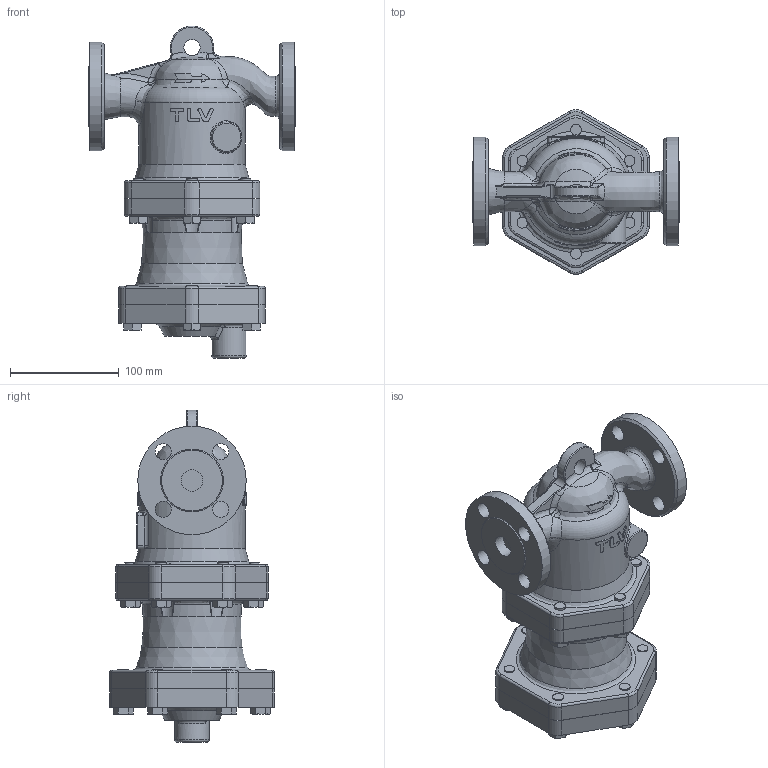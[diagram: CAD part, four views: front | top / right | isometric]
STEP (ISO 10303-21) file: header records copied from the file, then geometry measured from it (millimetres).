
FILE_DESCRIPTION((''),'2;1');
FILE_NAME('dc3a0-020-jis10-00.stp','2010-06-23T16:12:51',('nakaot'),(''),'Autodesk Inventor 2008','Autodesk Inventor 2008','');
FILE_SCHEMA(('AUTOMOTIVE_DESIGN { 1 0 10303 214 1 1 1 1 }'));
Length unit declared in the file: millimetre
Products named in the file (1): dc3a0-020-jis10-00
Bounding box: 190 x 152.01 x 305.94 mm (x, y, z)
Volume: 2529691.5 mm3; surface area: 213333.7 mm2
Topology: 1 solids, 1 shells, 575 faces, 1418 edges, 874 vertices
Faces by surface type: bspline 192, plane 189, cylinder 105, cone 55, torus 32, sphere 2
Full cylindrical faces by diameter (mm): 10 x18, 15 x5, 20 x1, 32 x1, 90 x1, 98 x1, 100 x2
Entity records: 41062 total; most frequent: CARTESIAN_POINT 29086, ORIENTED_EDGE 2650, DIRECTION 2092, EDGE_CURVE 1325, VERTEX_POINT 852, AXIS2_PLACEMENT_3D 848, EDGE_LOOP 717, FACE_OUTER_BOUND 575
